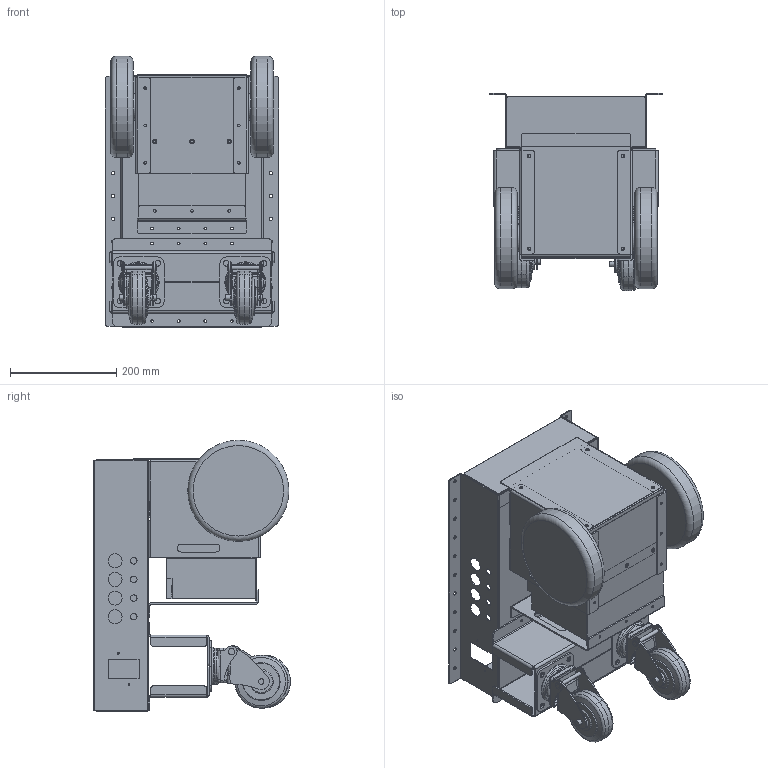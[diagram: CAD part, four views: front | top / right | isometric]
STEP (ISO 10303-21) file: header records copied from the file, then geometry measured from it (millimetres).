
FILE_DESCRIPTION(/* description */ (''),/* implementation_level */ '2;1');
FILE_NAME(/* name */ 'ReasonableOutdoorMobileRobot v14.step',/* time_stamp */ '2023-03-24T20:49:05+09:00',/* author */ (''),/* organization */ (''),/* preprocessor_version */ 'ST-DEVELOPER v19.2',/* originating_system */ 'Autodesk Translation Framework v11.17.0.187',/* authorisation */ '');
FILE_SCHEMA (('AUTOMOTIVE_DESIGN { 1 0 10303 214 3 1 1 }'));
Length unit declared in the file: millimetre
Products named in the file (17): ReasonableOutdoorMobileRobot; DDT_M1502D_211; SAJ-100W_TURN; ReasonableOutdoorMobileRobot-BaseUnit; battery-22ah; ReasonableOutdoorMoblieRobot-BasePlate; ReasonableOutdoorMobileRobot-MotorPlateRight; ReasonableOutdoorRobot-Futa; SAJ-100W_TOP; ReasonableOutdoorMoblieRobot-CasterPlate; ReasonableOutdoorMoblieRobot-BatteryPlate; ReasonableOutdoorMobileRobot-BatteryPlateBottom; ReasonableOutdoorMobileRobot-MotorPlateBottom; ReasonableOutdoorMobileRobot-MotorPlateLeft; ReasonableOutdoorMobileRobot-RearPlate; ReasonableOutdoorMobileRobot-FrontPlate; SAJ-100W_TIRE
Assembly tree (23 placements, depth 3):
  ReasonableOutdoorMobileRobot
    DDT_M1502D_211  x2
    SAJ-100W_TURN  x2
    ReasonableOutdoorMobileRobot-BaseUnit
      battery-22ah  x2
      ReasonableOutdoorMoblieRobot-CasterPlate  x2
      ReasonableOutdoorMoblieRobot-BatteryPlate  x2
      ReasonableOutdoorMoblieRobot-BasePlate
      ReasonableOutdoorMobileRobot-MotorPlateRight
      ReasonableOutdoorRobot-Futa
      SAJ-100W_TOP  x2
      ReasonableOutdoorMobileRobot-BatteryPlateBottom
      ReasonableOutdoorMobileRobot-MotorPlateBottom
      ReasonableOutdoorMobileRobot-MotorPlateLeft
      ReasonableOutdoorMobileRobot-RearPlate
      ReasonableOutdoorMobileRobot-FrontPlate
    SAJ-100W_TIRE  x2
Bounding box: 326 x 369.94 x 510 mm (x, y, z)
Volume: 9228018.1 mm3; surface area: 2057728 mm2
Topology: 24 solids, 24 shells, 965 faces, 2431 edges, 1530 vertices
Faces by surface type: cylinder 465, plane 394, torus 38, cone 28, bspline 24, sphere 16
Full cylindrical faces by diameter (mm): 3.5 x2, 5.035 x52, 6.3 x80, 7 x2, 8.4 x3, 8.5 x8, 9 x2, 10 x6, 10.3 x4, 10.499 x8, 10.5 x2, 11 x8, 12 x8, 12.3 x4, 18.615 x2, 26.3 x4, 27.163 x2, 30.54 x4, 49.5 x2, 67.705 x2, 190 x2
Entity records: 21518 total; most frequent: CARTESIAN_POINT 4228, DIRECTION 3686, ORIENTED_EDGE 3274, EDGE_CURVE 1637, AXIS2_PLACEMENT_3D 1393, VERTEX_POINT 1054, EDGE_LOOP 961, LINE 900
